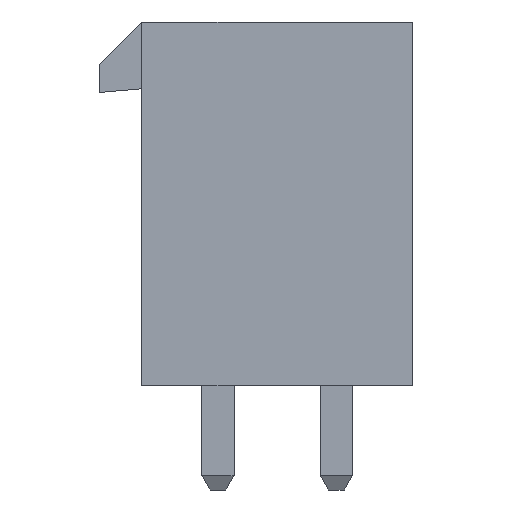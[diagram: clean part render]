
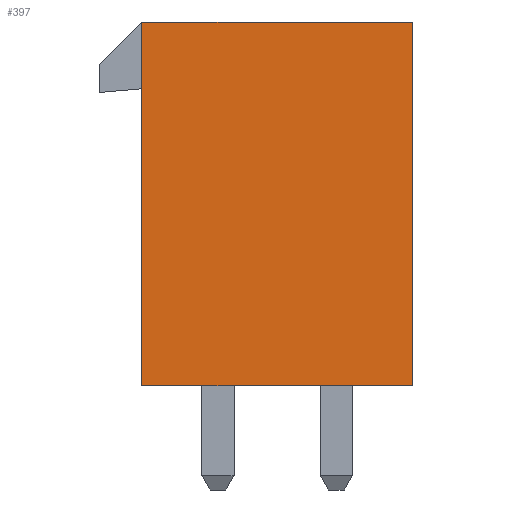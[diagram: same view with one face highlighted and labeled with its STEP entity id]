
A CAD part, left-side view. The second image highlights one B-rep face of the part: STEP entity #397.
In plain terms, the highlighted planar face has unit normal (-1, 0, 0).
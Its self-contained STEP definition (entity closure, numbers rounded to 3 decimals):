
#166 = CARTESIAN_POINT ( 'NONE',  ( -8.65, 4.8, 0. ) ) ;
#397 = ADVANCED_FACE ( 'NONE', ( #3763 ), #7166, .F. ) ;
#418 = LINE ( 'NONE', #1341, #2330 ) ;
#805 = VECTOR ( 'NONE', #6320, 1000. ) ;
#1024 = LINE ( 'NONE', #8444, #805 ) ;
#1206 = CARTESIAN_POINT ( 'NONE',  ( -8.65, 0., 0. ) ) ;
#1230 = VERTEX_POINT ( 'NONE', #8535 ) ;
#1341 = CARTESIAN_POINT ( 'NONE',  ( -8.65, -4.8, 12.9 ) ) ;
#1710 = CARTESIAN_POINT ( 'NONE',  ( -8.65, -4.8, 0. ) ) ;
#2207 = VERTEX_POINT ( 'NONE', #166 ) ;
#2330 = VECTOR ( 'NONE', #5671, 1000. ) ;
#2388 = VECTOR ( 'NONE', #5559, 1000. ) ;
#2801 = ORIENTED_EDGE ( 'NONE', *, *, #8237, .F. ) ;
#2843 = CARTESIAN_POINT ( 'NONE',  ( -8.65, 0., 12.9 ) ) ;
#2862 = AXIS2_PLACEMENT_3D ( 'NONE', #2843, #7903, #3555 ) ;
#3277 = EDGE_LOOP ( 'NONE', ( #3970, #2801, #5545, #7060 ) ) ;
#3555 = DIRECTION ( 'NONE',  ( 0., 0., -1. ) ) ;
#3763 = FACE_OUTER_BOUND ( 'NONE', #3277, .T. ) ;
#3970 = ORIENTED_EDGE ( 'NONE', *, *, #5645, .T. ) ;
#4332 = VERTEX_POINT ( 'NONE', #5962 ) ;
#4501 = VERTEX_POINT ( 'NONE', #1710 ) ;
#4796 = DIRECTION ( 'NONE',  ( 0., 1., 0. ) ) ;
#4859 = CARTESIAN_POINT ( 'NONE',  ( -8.65, 0., 12.9 ) ) ;
#5545 = ORIENTED_EDGE ( 'NONE', *, *, #8482, .F. ) ;
#5559 = DIRECTION ( 'NONE',  ( 0., -1., 0. ) ) ;
#5645 = EDGE_CURVE ( 'NONE', #4501, #1230, #418, .T. ) ;
#5671 = DIRECTION ( 'NONE',  ( 0., 0., 1. ) ) ;
#5962 = CARTESIAN_POINT ( 'NONE',  ( -8.65, 4.8, 12.9 ) ) ;
#6320 = DIRECTION ( 'NONE',  ( 0., 0., 1. ) ) ;
#7060 = ORIENTED_EDGE ( 'NONE', *, *, #8420, .F. ) ;
#7166 = PLANE ( 'NONE',  #2862 ) ;
#7462 = VECTOR ( 'NONE', #4796, 1000. ) ;
#7692 = LINE ( 'NONE', #1206, #7462 ) ;
#7903 = DIRECTION ( 'NONE',  ( 1., 0., 0. ) ) ;
#8151 = LINE ( 'NONE', #4859, #2388 ) ;
#8237 = EDGE_CURVE ( 'NONE', #4332, #1230, #8151, .T. ) ;
#8420 = EDGE_CURVE ( 'NONE', #4501, #2207, #7692, .T. ) ;
#8444 = CARTESIAN_POINT ( 'NONE',  ( -8.65, 4.8, 12.9 ) ) ;
#8482 = EDGE_CURVE ( 'NONE', #2207, #4332, #1024, .T. ) ;
#8535 = CARTESIAN_POINT ( 'NONE',  ( -8.65, -4.8, 12.9 ) ) ;
